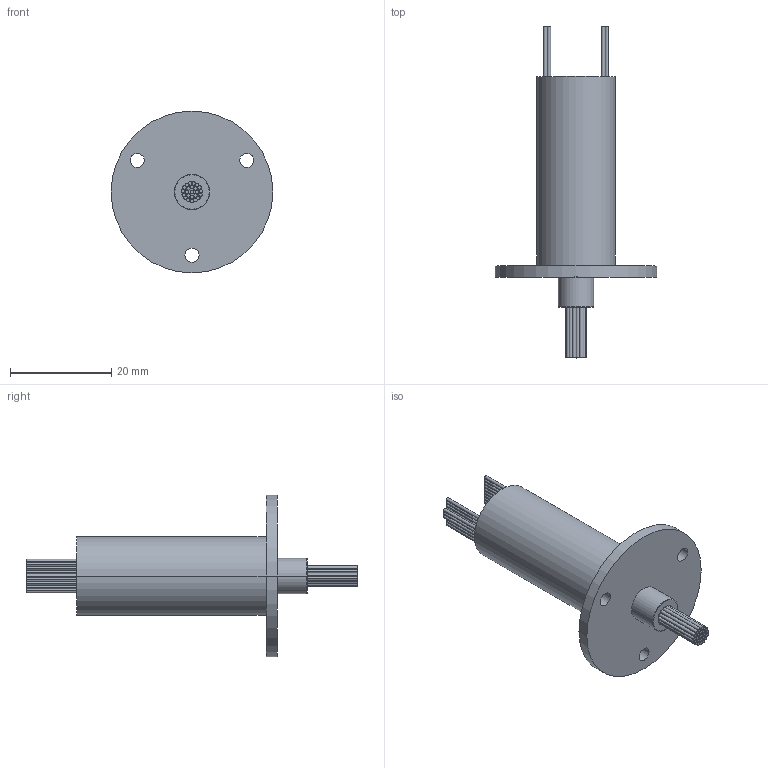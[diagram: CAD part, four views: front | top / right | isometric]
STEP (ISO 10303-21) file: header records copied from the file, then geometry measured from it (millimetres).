
FILE_DESCRIPTION((''),'2;1');
FILE_NAME('MI24X1AL','2011-10-11T',('MEGAUTO'),('MEGAUTO'),'PRO/ENGINEER BY PARAMETRIC TECHNOLOGY CORPORATION, 2007170','PRO/ENGINEER BY PARAMETRIC TECHNOLOGY CORPORATION, 2007170','');
FILE_SCHEMA(('CONFIG_CONTROL_DESIGN'));
Length unit declared in the file: millimetre
Products named in the file (1): MI24X1AL
Bounding box: 32 x 65.7 x 32 mm (x, y, z)
Volume: 9220.2 mm3; surface area: 4863.4 mm2
Topology: 1 solids, 1 shells, 162 faces, 328 edges, 218 vertices
Faces by surface type: cylinder 108, plane 52, torus 2
Entity records: 4406 total; most frequent: DIRECTION 872, CARTESIAN_POINT 708, ORIENTED_EDGE 656, AXIS2_PLACEMENT_3D 382, EDGE_CURVE 328, CIRCLE 220, VERTEX_POINT 218, EDGE_LOOP 218
